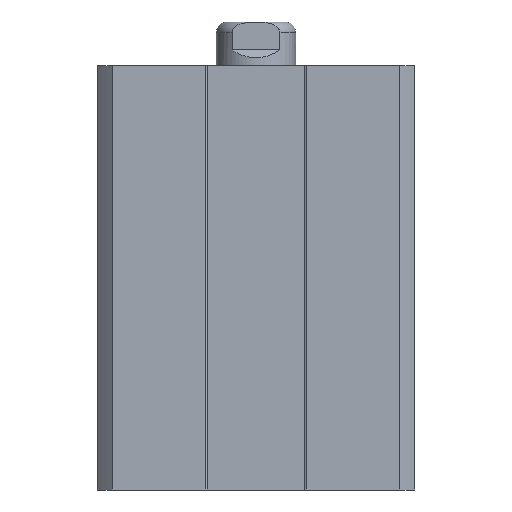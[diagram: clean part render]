
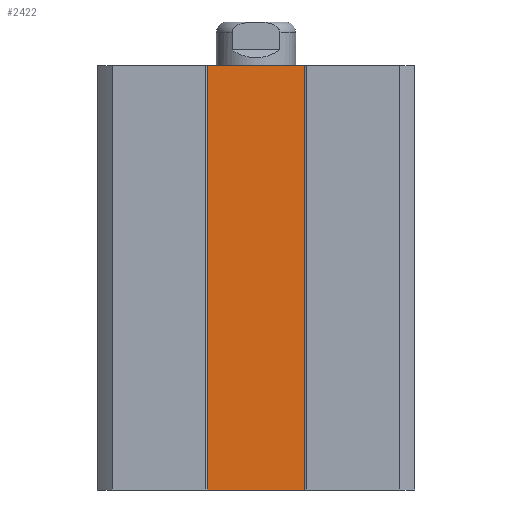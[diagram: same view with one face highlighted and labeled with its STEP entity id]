
A CAD part, front view. The second image highlights one B-rep face of the part: STEP entity #2422.
In plain terms, the highlighted planar face has unit normal (0, -1, 0).
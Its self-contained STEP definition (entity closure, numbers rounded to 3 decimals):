
#747=CARTESIAN_POINT('',(-6.124,-14.8,53.5));
#748=VERTEX_POINT('',#747);
#756=CARTESIAN_POINT('',(6.124,-14.8,53.5));
#757=VERTEX_POINT('',#756);
#758=CARTESIAN_POINT('',(-6.124,-14.8,53.5));
#759=DIRECTION('',(1.0,0.0,0.0));
#760=VECTOR('',#759,12.247);
#761=LINE('',#758,#760);
#762=EDGE_CURVE('',#748,#757,#761,.T.);
#1861=CARTESIAN_POINT('',(6.124,-14.8,0.0));
#1862=VERTEX_POINT('',#1861);
#1870=CARTESIAN_POINT('',(-6.124,-14.8,0.0));
#1871=VERTEX_POINT('',#1870);
#1872=CARTESIAN_POINT('',(6.124,-14.8,0.0));
#1873=DIRECTION('',(-1.0,0.0,0.0));
#1874=VECTOR('',#1873,12.247);
#1875=LINE('',#1872,#1874);
#1876=EDGE_CURVE('',#1862,#1871,#1875,.T.);
#2401=CARTESIAN_POINT('',(6.124,-14.8,53.5));
#2402=DIRECTION('',(0.0,1.0,0.0));
#2403=DIRECTION('',(0.0,0.0,1.0));
#2404=AXIS2_PLACEMENT_3D('',#2401,#2402,#2403);
#2405=PLANE('',#2404);
#2406=ORIENTED_EDGE('',*,*,#1876,.F.);
#2407=CARTESIAN_POINT('',(6.124,-14.8,53.5));
#2408=DIRECTION('',(0.0,0.0,-1.0));
#2409=VECTOR('',#2408,53.5);
#2410=LINE('',#2407,#2409);
#2411=EDGE_CURVE('',#757,#1862,#2410,.T.);
#2412=ORIENTED_EDGE('',*,*,#2411,.F.);
#2413=ORIENTED_EDGE('',*,*,#762,.F.);
#2414=CARTESIAN_POINT('',(-6.124,-14.8,53.5));
#2415=DIRECTION('',(0.0,0.0,-1.0));
#2416=VECTOR('',#2415,53.5);
#2417=LINE('',#2414,#2416);
#2418=EDGE_CURVE('',#748,#1871,#2417,.T.);
#2419=ORIENTED_EDGE('',*,*,#2418,.T.);
#2420=EDGE_LOOP('',(#2406,#2412,#2413,#2419));
#2421=FACE_OUTER_BOUND('',#2420,.T.);
#2422=ADVANCED_FACE('',(#2421),#2405,.F.);
